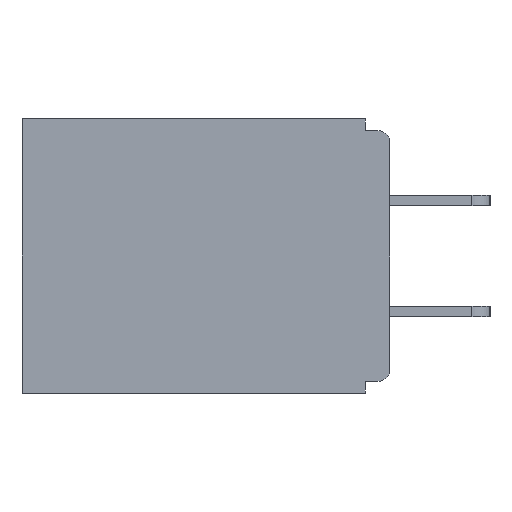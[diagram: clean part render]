
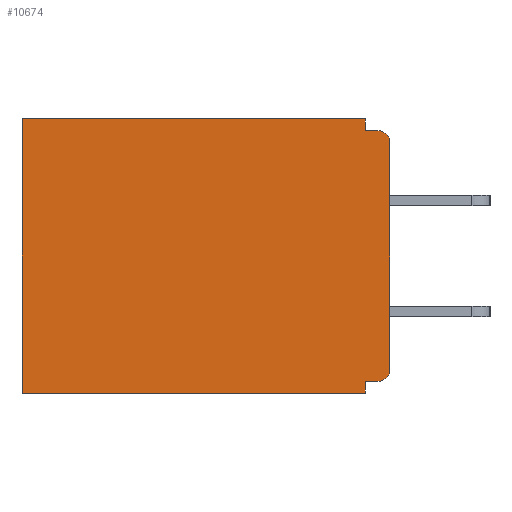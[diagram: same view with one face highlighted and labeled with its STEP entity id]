
A CAD part, left-side view. The second image highlights one B-rep face of the part: STEP entity #10674.
In plain terms, the highlighted planar face has unit normal (-1, 0, 0).
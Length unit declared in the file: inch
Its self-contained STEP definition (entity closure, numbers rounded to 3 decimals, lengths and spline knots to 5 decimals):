
#349 = EDGE_LOOP ( 'NONE', ( #4374, #8890, #18453, #9230, #16536, #4098, #13214, #8874, #17236, #17259 ) ) ;
#491 = DIRECTION ( 'NONE',  ( -1., 0., 0. ) ) ;
#997 = CARTESIAN_POINT ( 'NONE',  ( 0.298, 0.015, -0.328 ) ) ;
#1414 = EDGE_CURVE ( 'NONE', #2959, #2680, #18220, .T. ) ;
#1494 = LINE ( 'NONE', #3861, #18211 ) ;
#1915 = VERTEX_POINT ( 'NONE', #14737 ) ;
#2680 = VERTEX_POINT ( 'NONE', #8102 ) ;
#2776 = AXIS2_PLACEMENT_3D ( 'NONE', #12500, #491, #12423 ) ;
#2959 = VERTEX_POINT ( 'NONE', #4956 ) ;
#3142 = LINE ( 'NONE', #10059, #8950 ) ;
#3224 = CARTESIAN_POINT ( 'NONE',  ( 0.298, 0.46, 0. ) ) ;
#3344 = VERTEX_POINT ( 'NONE', #997 ) ;
#3606 = EDGE_CURVE ( 'NONE', #2680, #11845, #11754, .T. ) ;
#3641 = CARTESIAN_POINT ( 'NONE',  ( 0.298, 0., 0. ) ) ;
#3861 = CARTESIAN_POINT ( 'NONE',  ( 0.298, 0., -0.328 ) ) ;
#4061 = LINE ( 'NONE', #3641, #12548 ) ;
#4098 = ORIENTED_EDGE ( 'NONE', *, *, #3606, .F. ) ;
#4374 = ORIENTED_EDGE ( 'NONE', *, *, #5875, .T. ) ;
#4698 = VERTEX_POINT ( 'NONE', #12008 ) ;
#4906 = DIRECTION ( 'NONE',  ( 0., 0., -1. ) ) ;
#4956 = CARTESIAN_POINT ( 'NONE',  ( 0.298, 0.031, -0.328 ) ) ;
#5330 = DIRECTION ( 'NONE',  ( 0., 0., -1. ) ) ;
#5747 = CARTESIAN_POINT ( 'NONE',  ( 0.298, 0., -0.03 ) ) ;
#5875 = EDGE_CURVE ( 'NONE', #19698, #6816, #11115, .T. ) ;
#6018 = AXIS2_PLACEMENT_3D ( 'NONE', #20812, #17285, #15735 ) ;
#6816 = VERTEX_POINT ( 'NONE', #21889 ) ;
#7289 = VECTOR ( 'NONE', #10011, 39.37008 ) ;
#7292 = LINE ( 'NONE', #9800, #19804 ) ;
#7530 = EDGE_CURVE ( 'NONE', #21504, #6816, #3142, .T. ) ;
#7585 = VECTOR ( 'NONE', #15294, 39.37008 ) ;
#8098 = EDGE_CURVE ( 'NONE', #3344, #2959, #1494, .T. ) ;
#8102 = CARTESIAN_POINT ( 'NONE',  ( 0.298, 0.031, -0.343 ) ) ;
#8471 = VERTEX_POINT ( 'NONE', #20270 ) ;
#8580 = DIRECTION ( 'NONE',  ( 0., -1., 0. ) ) ;
#8775 = DIRECTION ( 'NONE',  ( 0., 0., -1. ) ) ;
#8874 = ORIENTED_EDGE ( 'NONE', *, *, #8098, .F. ) ;
#8890 = ORIENTED_EDGE ( 'NONE', *, *, #7530, .F. ) ;
#8910 = PLANE ( 'NONE',  #6018 ) ;
#8950 = VECTOR ( 'NONE', #8580, 39.37008 ) ;
#9230 = ORIENTED_EDGE ( 'NONE', *, *, #19616, .T. ) ;
#9307 = CARTESIAN_POINT ( 'NONE',  ( 0.298, 0., -0.343 ) ) ;
#9625 = EDGE_CURVE ( 'NONE', #19698, #8471, #4061, .T. ) ;
#9800 = CARTESIAN_POINT ( 'NONE',  ( 0.298, 0.031, -0.343 ) ) ;
#9858 = EDGE_CURVE ( 'NONE', #3344, #8471, #14663, .T. ) ;
#10011 = DIRECTION ( 'NONE',  ( 0., 1., 0. ) ) ;
#10059 = CARTESIAN_POINT ( 'NONE',  ( 0.298, 0., -0.015 ) ) ;
#10674 = ADVANCED_FACE ( 'NONE', ( #21591 ), #8910, .F. ) ;
#10772 = VECTOR ( 'NONE', #17490, 39.37008 ) ;
#11115 = CIRCLE ( 'NONE', #17157, 0.015 ) ;
#11754 = LINE ( 'NONE', #9307, #20531 ) ;
#11845 = VERTEX_POINT ( 'NONE', #12949 ) ;
#12008 = CARTESIAN_POINT ( 'NONE',  ( 0.298, 0.031, 0. ) ) ;
#12423 = DIRECTION ( 'NONE',  ( 0., 0., -1. ) ) ;
#12500 = CARTESIAN_POINT ( 'NONE',  ( 0.298, 0.015, -0.313 ) ) ;
#12548 = VECTOR ( 'NONE', #5330, 39.37008 ) ;
#12699 = CARTESIAN_POINT ( 'NONE',  ( 0.298, 0.031, -0.015 ) ) ;
#12949 = CARTESIAN_POINT ( 'NONE',  ( 0.298, 0.46, -0.343 ) ) ;
#13214 = ORIENTED_EDGE ( 'NONE', *, *, #1414, .F. ) ;
#14471 = LINE ( 'NONE', #3224, #7585 ) ;
#14663 = CIRCLE ( 'NONE', #2776, 0.015 ) ;
#14737 = CARTESIAN_POINT ( 'NONE',  ( 0.298, 0.46, 0. ) ) ;
#15294 = DIRECTION ( 'NONE',  ( 0., 0., -1. ) ) ;
#15646 = CARTESIAN_POINT ( 'NONE',  ( 0.298, 0.031, -0.343 ) ) ;
#15735 = DIRECTION ( 'NONE',  ( 0., 0., -1. ) ) ;
#16536 = ORIENTED_EDGE ( 'NONE', *, *, #17760, .T. ) ;
#17153 = CARTESIAN_POINT ( 'NONE',  ( 0.298, 0.015, -0.03 ) ) ;
#17157 = AXIS2_PLACEMENT_3D ( 'NONE', #17153, #17220, #8775 ) ;
#17220 = DIRECTION ( 'NONE',  ( -1., 0., 0. ) ) ;
#17236 = ORIENTED_EDGE ( 'NONE', *, *, #9858, .T. ) ;
#17259 = ORIENTED_EDGE ( 'NONE', *, *, #9625, .F. ) ;
#17285 = DIRECTION ( 'NONE',  ( 1., 0., 0. ) ) ;
#17484 = DIRECTION ( 'NONE',  ( 0., 1., 0. ) ) ;
#17490 = DIRECTION ( 'NONE',  ( 0., 0., -1. ) ) ;
#17728 = EDGE_CURVE ( 'NONE', #4698, #21504, #7292, .T. ) ;
#17760 = EDGE_CURVE ( 'NONE', #1915, #11845, #14471, .T. ) ;
#18211 = VECTOR ( 'NONE', #17484, 39.37008 ) ;
#18220 = LINE ( 'NONE', #15646, #10772 ) ;
#18453 = ORIENTED_EDGE ( 'NONE', *, *, #17728, .F. ) ;
#18475 = LINE ( 'NONE', #18495, #7289 ) ;
#18495 = CARTESIAN_POINT ( 'NONE',  ( 0.298, 0., 0. ) ) ;
#19616 = EDGE_CURVE ( 'NONE', #4698, #1915, #18475, .T. ) ;
#19698 = VERTEX_POINT ( 'NONE', #5747 ) ;
#19804 = VECTOR ( 'NONE', #4906, 39.37008 ) ;
#20270 = CARTESIAN_POINT ( 'NONE',  ( 0.298, 0., -0.313 ) ) ;
#20531 = VECTOR ( 'NONE', #21213, 39.37008 ) ;
#20812 = CARTESIAN_POINT ( 'NONE',  ( 0.298, 0., 0. ) ) ;
#21213 = DIRECTION ( 'NONE',  ( 0., 1., 0. ) ) ;
#21504 = VERTEX_POINT ( 'NONE', #12699 ) ;
#21591 = FACE_OUTER_BOUND ( 'NONE', #349, .T. ) ;
#21889 = CARTESIAN_POINT ( 'NONE',  ( 0.298, 0.015, -0.015 ) ) ;
